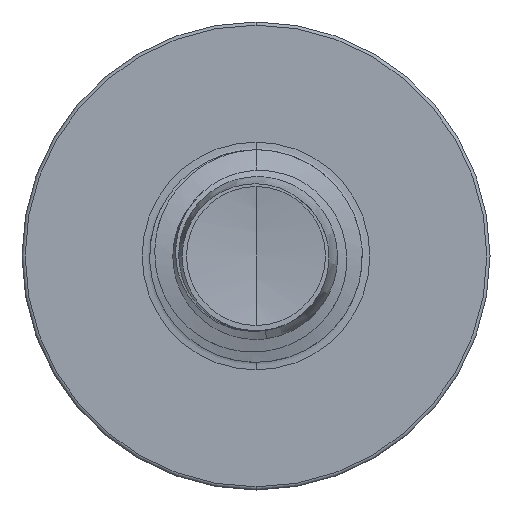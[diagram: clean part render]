
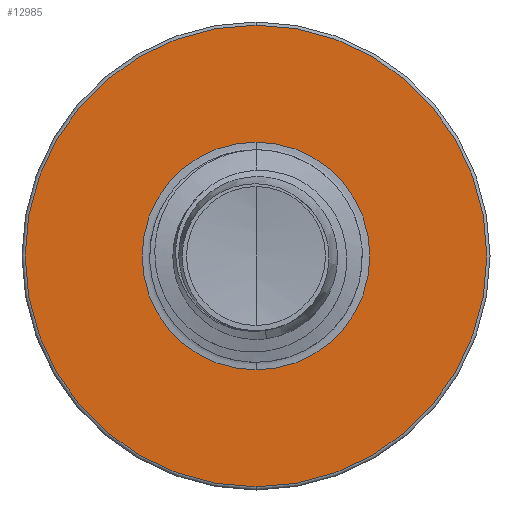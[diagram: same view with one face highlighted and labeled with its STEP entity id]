
A CAD part, front view. The second image highlights one B-rep face of the part: STEP entity #12985.
In plain terms, the highlighted planar face has unit normal (0, -1, 0).
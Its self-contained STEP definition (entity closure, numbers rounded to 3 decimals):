
#776 = DIRECTION ( 'NONE',  ( 0., 0., 1. ) ) ;
#793 = EDGE_CURVE ( 'NONE', #3114, #5506, #3589, .T. ) ;
#1514 = CARTESIAN_POINT ( 'NONE',  ( 0., 4.5, 2.677 ) ) ;
#2215 = ORIENTED_EDGE ( 'NONE', *, *, #4546, .T. ) ;
#2262 = FACE_BOUND ( 'NONE', #10764, .T. ) ;
#2416 = CARTESIAN_POINT ( 'NONE',  ( 0., 4.5, 0. ) ) ;
#3050 = CARTESIAN_POINT ( 'NONE',  ( 0., 4.5, 0. ) ) ;
#3114 = VERTEX_POINT ( 'NONE', #3527 ) ;
#3252 = VERTEX_POINT ( 'NONE', #4873 ) ;
#3463 = EDGE_LOOP ( 'NONE', ( #5229, #10783 ) ) ;
#3527 = CARTESIAN_POINT ( 'NONE',  ( 0., 4.5, 5.425 ) ) ;
#3551 = DIRECTION ( 'NONE',  ( 0., 0., 1. ) ) ;
#3589 = CIRCLE ( 'NONE', #11331, 5.425 ) ;
#3905 = DIRECTION ( 'NONE',  ( 0., 1., 0. ) ) ;
#4162 = DIRECTION ( 'NONE',  ( 0., 0., 1. ) ) ;
#4249 = CARTESIAN_POINT ( 'NONE',  ( 0., 4.5, -2.677 ) ) ;
#4546 = EDGE_CURVE ( 'NONE', #5972, #3252, #6463, .T. ) ;
#4873 = CARTESIAN_POINT ( 'NONE',  ( 0., 4.5, -2.677 ) ) ;
#5029 = EDGE_CURVE ( 'NONE', #5506, #3114, #5438, .T. ) ;
#5229 = ORIENTED_EDGE ( 'NONE', *, *, #793, .F. ) ;
#5438 = CIRCLE ( 'NONE', #9091, 5.425 ) ;
#5506 = VERTEX_POINT ( 'NONE', #9570 ) ;
#5539 = EDGE_CURVE ( 'NONE', #3252, #5972, #8843, .T. ) ;
#5972 = VERTEX_POINT ( 'NONE', #1514 ) ;
#6463 = CIRCLE ( 'NONE', #11633, 2.677 ) ;
#6663 = ORIENTED_EDGE ( 'NONE', *, *, #5539, .T. ) ;
#7382 = DIRECTION ( 'NONE',  ( 0., 1., 0. ) ) ;
#7553 = DIRECTION ( 'NONE',  ( 0., 0., 1. ) ) ;
#8605 = PLANE ( 'NONE',  #11949 ) ;
#8843 = CIRCLE ( 'NONE', #9562, 2.677 ) ;
#9091 = AXIS2_PLACEMENT_3D ( 'NONE', #2416, #10096, #3551 ) ;
#9562 = AXIS2_PLACEMENT_3D ( 'NONE', #3050, #10750, #4162 ) ;
#9570 = CARTESIAN_POINT ( 'NONE',  ( 0., 4.5, -5.425 ) ) ;
#10096 = DIRECTION ( 'NONE',  ( 0., 1., 0. ) ) ;
#10469 = CARTESIAN_POINT ( 'NONE',  ( 0., 4.5, 0. ) ) ;
#10750 = DIRECTION ( 'NONE',  ( 0., 1., 0. ) ) ;
#10764 = EDGE_LOOP ( 'NONE', ( #2215, #6663 ) ) ;
#10783 = ORIENTED_EDGE ( 'NONE', *, *, #5029, .F. ) ;
#11331 = AXIS2_PLACEMENT_3D ( 'NONE', #10469, #3905, #11604 ) ;
#11421 = FACE_OUTER_BOUND ( 'NONE', #3463, .T. ) ;
#11604 = DIRECTION ( 'NONE',  ( 0., 0., 1. ) ) ;
#11633 = AXIS2_PLACEMENT_3D ( 'NONE', #13995, #7382, #776 ) ;
#11949 = AXIS2_PLACEMENT_3D ( 'NONE', #4249, #14173, #7553 ) ;
#12985 = ADVANCED_FACE ( 'NONE', ( #11421, #2262 ), #8605, .F. ) ;
#13995 = CARTESIAN_POINT ( 'NONE',  ( 0., 4.5, 0. ) ) ;
#14173 = DIRECTION ( 'NONE',  ( 0., 1., 0. ) ) ;
